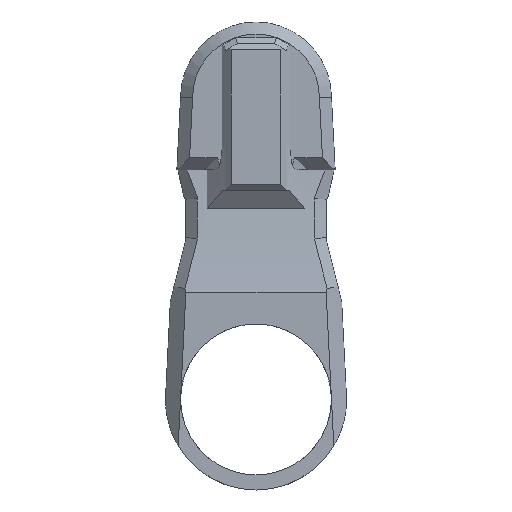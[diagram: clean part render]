
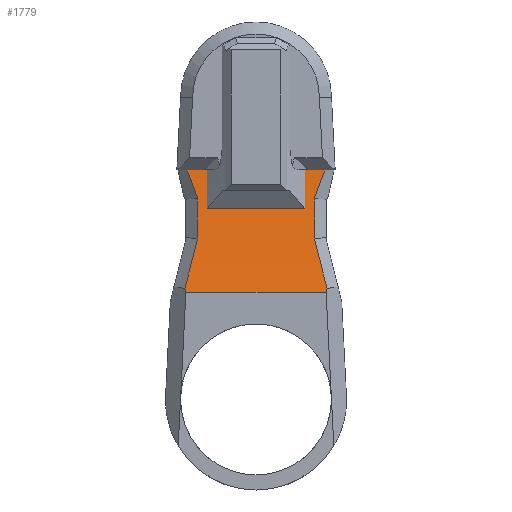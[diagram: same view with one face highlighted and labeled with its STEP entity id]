
A CAD part, left-side view. The second image highlights one B-rep face of the part: STEP entity #1779.
In plain terms, the highlighted cylindrical face has radius 468.269 mm (diameter 936.538 mm), a partial arc.
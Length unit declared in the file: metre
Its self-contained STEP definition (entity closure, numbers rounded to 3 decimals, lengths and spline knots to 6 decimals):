
#34=ELLIPSE('',#1897,0.418005,0.351587);
#35=ELLIPSE('',#1899,0.66306,0.468269);
#37=ELLIPSE('',#1902,0.66306,0.468269);
#39=ELLIPSE('',#1904,0.418005,0.351587);
#49=CYLINDRICAL_SURFACE('',#1909,0.468269);
#78=B_SPLINE_CURVE_WITH_KNOTS('',3,(#2910,#2911,#2912,#2913,#2914,#2915),
 .UNSPECIFIED.,.F.,.F.,(4,2,4),(0.000001,0.629487,1.258972),
 .UNSPECIFIED.);
#79=B_SPLINE_CURVE_WITH_KNOTS('',3,(#2918,#2919,#2920,#2921,#2922,#2923),
 .UNSPECIFIED.,.F.,.F.,(4,2,4),(0.,0.629488,
1.258977),.UNSPECIFIED.);
#103=CIRCLE('',#1906,0.468269);
#105=CIRCLE('',#1910,0.468269);
#106=CIRCLE('',#1911,0.468269);
#107=CIRCLE('',#1912,0.468269);
#156=FACE_OUTER_BOUND('',#252,.T.);
#252=EDGE_LOOP('',(#1387,#1388,#1389,#1390,#1391,#1392,#1393,#1394,#1395,
#1396,#1397,#1398,#1399,#1400));
#357=LINE('',#2555,#547);
#411=LINE('',#2771,#601);
#429=LINE('',#2907,#619);
#430=LINE('',#2925,#620);
#547=VECTOR('',#2052,0.008355);
#601=VECTOR('',#2166,0.059214);
#619=VECTOR('',#2226,0.041148);
#620=VECTOR('',#2231,0.008355);
#736=VERTEX_POINT('',#2553);
#737=VERTEX_POINT('',#2554);
#790=VERTEX_POINT('',#2769);
#791=VERTEX_POINT('',#2770);
#802=VERTEX_POINT('',#2827);
#803=VERTEX_POINT('',#2834);
#809=VERTEX_POINT('',#2855);
#813=VERTEX_POINT('',#2883);
#815=VERTEX_POINT('',#2893);
#817=VERTEX_POINT('',#2905);
#818=VERTEX_POINT('',#2906);
#819=VERTEX_POINT('',#2909);
#820=VERTEX_POINT('',#2917);
#821=VERTEX_POINT('',#2924);
#919=EDGE_CURVE('',#736,#737,#357,.T.);
#994=EDGE_CURVE('',#790,#791,#411,.T.);
#1013=EDGE_CURVE('',#803,#802,#34,.T.);
#1015=EDGE_CURVE('',#790,#802,#35,.T.);
#1022=EDGE_CURVE('',#791,#809,#37,.F.);
#1028=EDGE_CURVE('',#809,#813,#39,.T.);
#1030=EDGE_CURVE('',#813,#815,#103,.T.);
#1033=EDGE_CURVE('',#817,#818,#429,.F.);
#1034=EDGE_CURVE('',#818,#737,#105,.F.);
#1035=EDGE_CURVE('',#736,#819,#78,.T.);
#1036=EDGE_CURVE('',#819,#803,#106,.F.);
#1037=EDGE_CURVE('',#815,#820,#79,.T.);
#1038=EDGE_CURVE('',#821,#820,#430,.T.);
#1039=EDGE_CURVE('',#821,#817,#107,.F.);
#1387=ORIENTED_EDGE('',*,*,#1033,.T.);
#1388=ORIENTED_EDGE('',*,*,#1034,.T.);
#1389=ORIENTED_EDGE('',*,*,#919,.F.);
#1390=ORIENTED_EDGE('',*,*,#1035,.T.);
#1391=ORIENTED_EDGE('',*,*,#1036,.T.);
#1392=ORIENTED_EDGE('',*,*,#1013,.T.);
#1393=ORIENTED_EDGE('',*,*,#1015,.F.);
#1394=ORIENTED_EDGE('',*,*,#994,.T.);
#1395=ORIENTED_EDGE('',*,*,#1022,.T.);
#1396=ORIENTED_EDGE('',*,*,#1028,.T.);
#1397=ORIENTED_EDGE('',*,*,#1030,.T.);
#1398=ORIENTED_EDGE('',*,*,#1037,.T.);
#1399=ORIENTED_EDGE('',*,*,#1038,.F.);
#1400=ORIENTED_EDGE('',*,*,#1039,.T.);
#1779=ADVANCED_FACE('',(#156),#49,.F.);
#1897=AXIS2_PLACEMENT_3D('',#2835,#2194,#2195);
#1899=AXIS2_PLACEMENT_3D('',#2843,#2198,#2199);
#1902=AXIS2_PLACEMENT_3D('',#2862,#2208,#2209);
#1904=AXIS2_PLACEMENT_3D('',#2890,#2214,#2215);
#1906=AXIS2_PLACEMENT_3D('',#2900,#2218,#2219);
#1909=AXIS2_PLACEMENT_3D('',#2904,#2224,#2225);
#1910=AXIS2_PLACEMENT_3D('',#2908,#2227,#2228);
#1911=AXIS2_PLACEMENT_3D('',#2916,#2229,#2230);
#1912=AXIS2_PLACEMENT_3D('',#2926,#2232,#2233);
#2052=DIRECTION('',(0.,-1.,0.));
#2166=DIRECTION('',(0.,-1.,0.));
#2194=DIRECTION('center_axis',(0.,0.969,0.246));
#2195=DIRECTION('ref_axis',(0.167,-0.243,0.956));
#2198=DIRECTION('center_axis',(0.707,-0.706,-0.035));
#2199=DIRECTION('ref_axis',(-0.705,-0.708,0.035));
#2208=DIRECTION('center_axis',(0.707,0.706,-0.035));
#2209=DIRECTION('ref_axis',(0.705,-0.708,-0.035));
#2214=DIRECTION('center_axis',(0.,-0.969,0.246));
#2215=DIRECTION('ref_axis',(-0.167,-0.243,-0.956));
#2218=DIRECTION('center_axis',(0.,-1.,0.));
#2219=DIRECTION('ref_axis',(0.,0.,-1.));
#2224=DIRECTION('center_axis',(0.,-1.,0.));
#2225=DIRECTION('ref_axis',(0.,0.,-1.));
#2226=DIRECTION('',(0.,-1.,0.));
#2227=DIRECTION('center_axis',(0.,1.,0.));
#2228=DIRECTION('ref_axis',(0.,0.,1.));
#2229=DIRECTION('center_axis',(0.,-1.,0.));
#2230=DIRECTION('ref_axis',(0.,0.,-1.));
#2231=DIRECTION('',(0.,-1.,0.));
#2232=DIRECTION('center_axis',(0.,-1.,0.));
#2233=DIRECTION('ref_axis',(0.,0.,-1.));
#2553=CARTESIAN_POINT('',(-0.041627,0.028929,0.180323));
#2554=CARTESIAN_POINT('',(-0.041627,0.020574,0.180323));
#2555=CARTESIAN_POINT('',(-0.041627,0.028929,0.180323));
#2769=CARTESIAN_POINT('',(-0.050677,0.029607,0.128974));
#2770=CARTESIAN_POINT('',(-0.050677,-0.029607,0.128974));
#2771=CARTESIAN_POINT('',(-0.050677,0.029607,0.128974));
#2827=CARTESIAN_POINT('',(-0.050315,0.029892,0.130534));
#2834=CARTESIAN_POINT('',(-0.04602,0.024618,0.151282));
#2835=CARTESIAN_POINT('Origin',(-0.391973,0.009166,0.212074));
#2843=CARTESIAN_POINT('Origin',(-0.506598,-0.432225,0.235801));
#2855=CARTESIAN_POINT('',(-0.050315,-0.029892,0.130534));
#2862=CARTESIAN_POINT('Origin',(-0.506598,0.432225,0.235801));
#2883=CARTESIAN_POINT('',(-0.04602,-0.024618,0.151282));
#2890=CARTESIAN_POINT('Origin',(-0.391973,-0.009166,
0.212074));
#2893=CARTESIAN_POINT('',(-0.043177,-0.024618,0.168596));
#2900=CARTESIAN_POINT('Origin',(-0.506598,-0.024618,
0.235801));
#2904=CARTESIAN_POINT('Origin',(-0.506598,0.05842,0.235801));
#2905=CARTESIAN_POINT('',(-0.043841,-0.020574,0.164164));
#2906=CARTESIAN_POINT('',(-0.043841,0.020574,0.164164));
#2907=CARTESIAN_POINT('',(-0.043841,0.020574,0.164164));
#2908=CARTESIAN_POINT('Origin',(-0.506598,0.020574,0.235801));
#2909=CARTESIAN_POINT('',(-0.043177,0.024618,0.168596));
#2910=CARTESIAN_POINT('Ctrl Pts',(-0.041627,0.028929,
0.180323));
#2911=CARTESIAN_POINT('Ctrl Pts',(-0.041861,0.028209,0.178366));
#2912=CARTESIAN_POINT('Ctrl Pts',(-0.042107,0.02749,
0.17641));
#2913=CARTESIAN_POINT('Ctrl Pts',(-0.042623,0.026054,
0.172501));
#2914=CARTESIAN_POINT('Ctrl Pts',(-0.042894,0.025336,
0.170548));
#2915=CARTESIAN_POINT('Ctrl Pts',(-0.043177,0.024618,
0.168596));
#2916=CARTESIAN_POINT('Origin',(-0.506598,0.024618,0.235801));
#2917=CARTESIAN_POINT('',(-0.041627,-0.028929,0.180323));
#2918=CARTESIAN_POINT('Ctrl Pts',(-0.043177,-0.024618,
0.168596));
#2919=CARTESIAN_POINT('Ctrl Pts',(-0.042894,-0.025336,
0.170548));
#2920=CARTESIAN_POINT('Ctrl Pts',(-0.042623,-0.026054,
0.172501));
#2921=CARTESIAN_POINT('Ctrl Pts',(-0.042107,-0.02749,
0.17641));
#2922=CARTESIAN_POINT('Ctrl Pts',(-0.041861,-0.028209,
0.178366));
#2923=CARTESIAN_POINT('Ctrl Pts',(-0.041627,-0.028929,
0.180323));
#2924=CARTESIAN_POINT('',(-0.041627,-0.020574,0.180323));
#2925=CARTESIAN_POINT('',(-0.041627,-0.020574,0.180323));
#2926=CARTESIAN_POINT('Origin',(-0.506598,-0.020574,0.235801));
